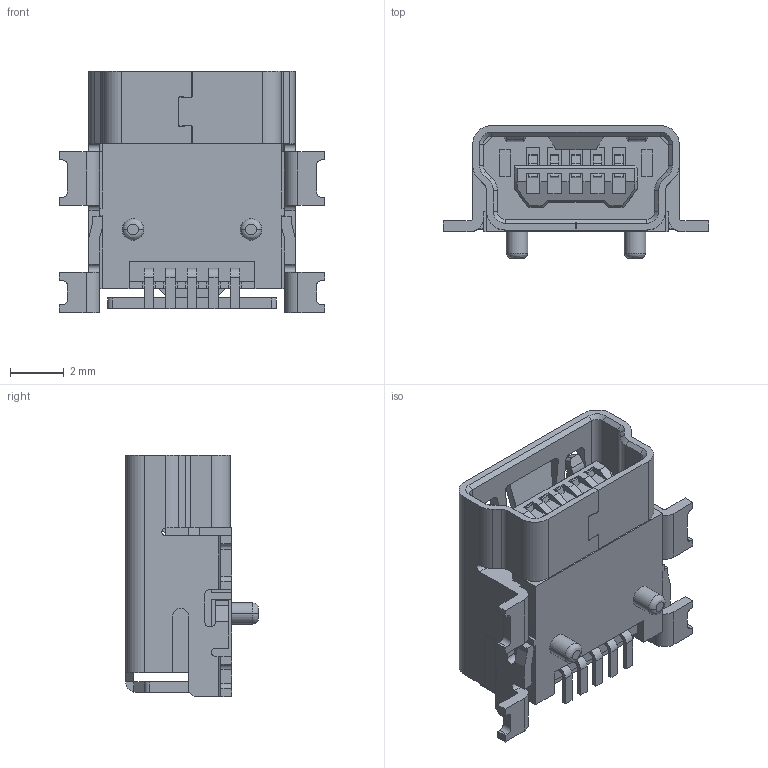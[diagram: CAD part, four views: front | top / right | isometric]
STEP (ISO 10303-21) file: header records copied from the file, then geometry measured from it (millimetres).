
FILE_DESCRIPTION(('STEP AP242'),'1');
FILE_NAME('67503-1020.stp','2021-01-12T10:41:55',('TraceParts'),('TraceParts S.A.'),'Spatial InterOp 3D',' ',' ');
FILE_SCHEMA(('AP242_MANAGED_MODEL_BASED_3D_ENGINEERING_MIM_LF {1 0 10303 442 1 1 4}'));
Length unit declared in the file: millimetre
Products named in the file (1): 67503-1020_1
Bounding box: 9.9 x 4.95 x 9 mm (x, y, z)
Volume: 156.3 mm3; surface area: 503.9 mm2
Topology: 1 solids, 1 shells, 549 faces, 1596 edges, 1096 vertices
Faces by surface type: plane 387, cylinder 120, bspline 34, cone 8
Entity records: 18890 total; most frequent: CARTESIAN_POINT 4359, ORIENTED_EDGE 3108, DIRECTION 2816, EDGE_CURVE 1554, LINE 1254, VECTOR 1254, VERTEX_POINT 1012, AXIS2_PLACEMENT_3D 781
